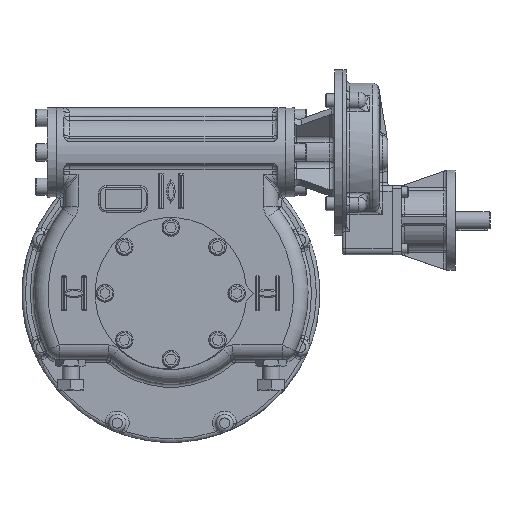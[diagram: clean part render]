
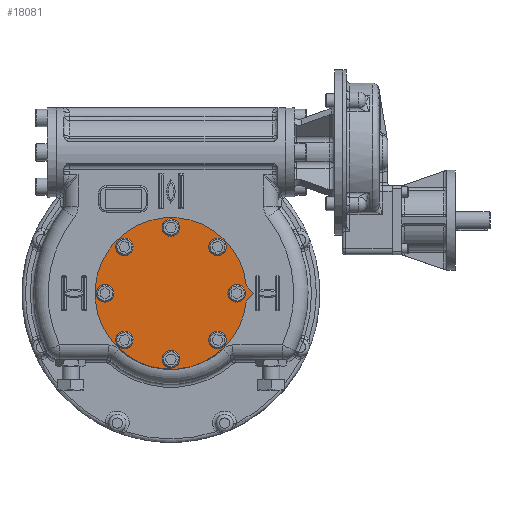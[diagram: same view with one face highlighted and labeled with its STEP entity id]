
A CAD part, top view. The second image highlights one B-rep face of the part: STEP entity #18081.
In plain terms, the highlighted planar face has unit normal (0, 0, 1).
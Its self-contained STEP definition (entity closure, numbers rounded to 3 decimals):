
#1301=CIRCLE('',#21117,132.5);
#1310=CIRCLE('',#21130,10.5);
#1311=CIRCLE('',#21131,10.5);
#1312=CIRCLE('',#21132,10.5);
#1313=CIRCLE('',#21133,10.5);
#1314=CIRCLE('',#21134,10.5);
#1315=CIRCLE('',#21135,10.5);
#1316=CIRCLE('',#21136,10.5);
#1317=CIRCLE('',#21137,10.5);
#2591=LINE('',#42777,#3643);
#2594=LINE('',#42782,#3646);
#3643=VECTOR('',#25532,1000.);
#3646=VECTOR('',#25537,1000.);
#7440=ORIENTED_EDGE('',*,*,#10860,.F.);
#7441=ORIENTED_EDGE('',*,*,#10861,.F.);
#7442=ORIENTED_EDGE('',*,*,#10862,.F.);
#7443=ORIENTED_EDGE('',*,*,#10863,.F.);
#7444=ORIENTED_EDGE('',*,*,#10864,.F.);
#7445=ORIENTED_EDGE('',*,*,#10865,.F.);
#7446=ORIENTED_EDGE('',*,*,#10866,.F.);
#7447=ORIENTED_EDGE('',*,*,#10867,.F.);
#7448=ORIENTED_EDGE('',*,*,#10845,.F.);
#7449=ORIENTED_EDGE('',*,*,#10851,.F.);
#7450=ORIENTED_EDGE('',*,*,#10848,.F.);
#10845=EDGE_CURVE('',#12987,#12988,#1301,.T.);
#10848=EDGE_CURVE('',#12988,#12990,#2591,.T.);
#10851=EDGE_CURVE('',#12990,#12987,#2594,.T.);
#10860=EDGE_CURVE('',#12999,#12999,#1310,.T.);
#10861=EDGE_CURVE('',#13000,#13000,#1311,.T.);
#10862=EDGE_CURVE('',#13001,#13001,#1312,.T.);
#10863=EDGE_CURVE('',#13002,#13002,#1313,.T.);
#10864=EDGE_CURVE('',#13003,#13003,#1314,.T.);
#10865=EDGE_CURVE('',#13004,#13004,#1315,.T.);
#10866=EDGE_CURVE('',#13005,#13005,#1316,.T.);
#10867=EDGE_CURVE('',#13006,#13006,#1317,.T.);
#12987=VERTEX_POINT('',#42770);
#12988=VERTEX_POINT('',#42772);
#12990=VERTEX_POINT('',#42778);
#12999=VERTEX_POINT('',#42802);
#13000=VERTEX_POINT('',#42804);
#13001=VERTEX_POINT('',#42806);
#13002=VERTEX_POINT('',#42808);
#13003=VERTEX_POINT('',#42810);
#13004=VERTEX_POINT('',#42812);
#13005=VERTEX_POINT('',#42814);
#13006=VERTEX_POINT('',#42816);
#15105=EDGE_LOOP('',(#7440));
#15106=EDGE_LOOP('',(#7441));
#15107=EDGE_LOOP('',(#7442));
#15108=EDGE_LOOP('',(#7443));
#15109=EDGE_LOOP('',(#7444));
#15110=EDGE_LOOP('',(#7445));
#15111=EDGE_LOOP('',(#7446));
#15112=EDGE_LOOP('',(#7447));
#15113=EDGE_LOOP('',(#7448,#7449,#7450));
#16496=FACE_BOUND('',#15105,.T.);
#16497=FACE_BOUND('',#15106,.T.);
#16498=FACE_BOUND('',#15107,.T.);
#16499=FACE_BOUND('',#15108,.T.);
#16500=FACE_BOUND('',#15109,.T.);
#16501=FACE_BOUND('',#15110,.T.);
#16502=FACE_BOUND('',#15111,.T.);
#16503=FACE_BOUND('',#15112,.T.);
#16504=FACE_BOUND('',#15113,.T.);
#17231=PLANE('',#21129);
#18081=ADVANCED_FACE('',(#16496,#16497,#16498,#16499,#16500,#16501,#16502,
#16503,#16504),#17231,.F.);
#21117=AXIS2_PLACEMENT_3D('',#42771,#25526,#25527);
#21129=AXIS2_PLACEMENT_3D('',#42800,#25556,#25557);
#21130=AXIS2_PLACEMENT_3D('',#42801,#25558,#25559);
#21131=AXIS2_PLACEMENT_3D('',#42803,#25560,#25561);
#21132=AXIS2_PLACEMENT_3D('',#42805,#25562,#25563);
#21133=AXIS2_PLACEMENT_3D('',#42807,#25564,#25565);
#21134=AXIS2_PLACEMENT_3D('',#42809,#25566,#25567);
#21135=AXIS2_PLACEMENT_3D('',#42811,#25568,#25569);
#21136=AXIS2_PLACEMENT_3D('',#42813,#25570,#25571);
#21137=AXIS2_PLACEMENT_3D('',#42815,#25572,#25573);
#25526=DIRECTION('',(0.,0.,-1.));
#25527=DIRECTION('',(1.,0.,0.));
#25532=DIRECTION('',(0.707,-0.707,0.));
#25537=DIRECTION('',(-0.707,-0.707,0.));
#25556=DIRECTION('',(0.,0.,-1.));
#25557=DIRECTION('',(-1.,0.,0.));
#25558=DIRECTION('',(0.,0.,1.));
#25559=DIRECTION('',(1.,0.,0.));
#25560=DIRECTION('',(0.,0.,1.));
#25561=DIRECTION('',(0.707,-0.707,0.));
#25562=DIRECTION('',(0.,0.,1.));
#25563=DIRECTION('',(0.,-1.,0.));
#25564=DIRECTION('',(0.,0.,1.));
#25565=DIRECTION('',(-0.707,-0.707,0.));
#25566=DIRECTION('',(0.,0.,1.));
#25567=DIRECTION('',(-1.,0.,0.));
#25568=DIRECTION('',(0.,0.,1.));
#25569=DIRECTION('',(-0.707,0.707,0.));
#25570=DIRECTION('',(0.,0.,1.));
#25571=DIRECTION('',(0.,1.,0.));
#25572=DIRECTION('',(0.,0.,1.));
#25573=DIRECTION('',(0.707,0.707,0.));
#42770=CARTESIAN_POINT('',(131.845,-13.155,70.25));
#42771=CARTESIAN_POINT('',(0.,0.,70.25));
#42772=CARTESIAN_POINT('',(131.845,13.155,70.25));
#42777=CARTESIAN_POINT('',(131.845,13.155,70.25));
#42778=CARTESIAN_POINT('',(145.,0.,70.25));
#42782=CARTESIAN_POINT('',(145.,0.,70.25));
#42800=CARTESIAN_POINT('',(0.,0.,70.25));
#42801=CARTESIAN_POINT('',(0.,115.,70.25));
#42802=CARTESIAN_POINT('',(10.5,115.,70.25));
#42803=CARTESIAN_POINT('',(81.317,81.317,70.25));
#42804=CARTESIAN_POINT('',(88.742,73.893,70.25));
#42805=CARTESIAN_POINT('',(115.,0.,70.25));
#42806=CARTESIAN_POINT('',(115.,-10.5,70.25));
#42807=CARTESIAN_POINT('',(81.317,-81.317,70.25));
#42808=CARTESIAN_POINT('',(73.893,-88.742,70.25));
#42809=CARTESIAN_POINT('',(0.,-115.,70.25));
#42810=CARTESIAN_POINT('',(-10.5,-115.,70.25));
#42811=CARTESIAN_POINT('',(-81.317,-81.317,70.25));
#42812=CARTESIAN_POINT('',(-88.742,-73.893,70.25));
#42813=CARTESIAN_POINT('',(-115.,0.,70.25));
#42814=CARTESIAN_POINT('',(-115.,10.5,70.25));
#42815=CARTESIAN_POINT('',(-81.317,81.317,70.25));
#42816=CARTESIAN_POINT('',(-73.893,88.742,70.25));
